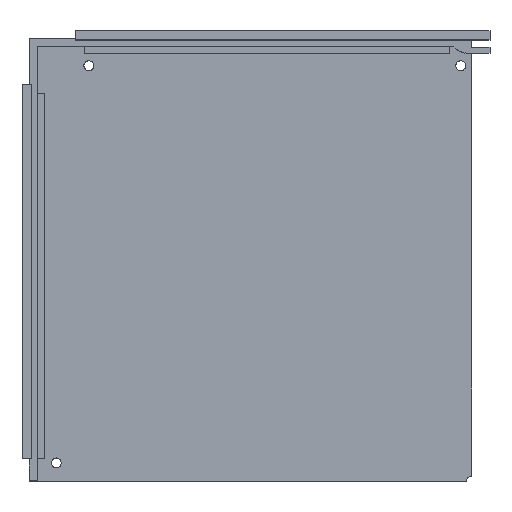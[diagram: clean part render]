
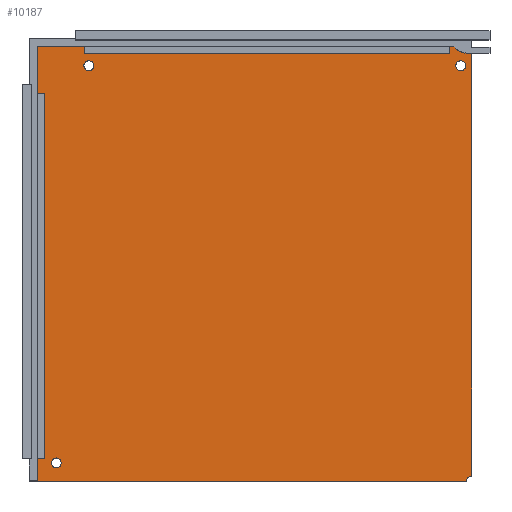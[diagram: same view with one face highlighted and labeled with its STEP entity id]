
A CAD part, top view. The second image highlights one B-rep face of the part: STEP entity #10187.
In plain terms, the highlighted planar face has unit normal (0, 0, 1).
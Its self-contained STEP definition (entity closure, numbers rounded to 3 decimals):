
#122=FACE_BOUND('',#1368,.T.);
#123=FACE_BOUND('',#1369,.T.);
#124=FACE_BOUND('',#1370,.T.);
#142=CIRCLE('',#10266,2.75);
#144=CIRCLE('',#10770,2.75);
#145=CIRCLE('',#10772,2.75);
#146=CIRCLE('',#10773,2.75);
#701=FACE_OUTER_BOUND('',#1367,.T.);
#1367=EDGE_LOOP('',(#8956,#8957,#8958,#8959,#8960));
#1368=EDGE_LOOP('',(#8961));
#1369=EDGE_LOOP('',(#8962));
#1370=EDGE_LOOP('',(#8963));
#1872=LINE('',#14318,#3214);
#1903=LINE('',#14393,#3245);
#1914=LINE('',#14414,#3256);
#2697=LINE('',#16081,#4039);
#3214=VECTOR('',#11359,10.);
#3245=VECTOR('',#11434,10.);
#3256=VECTOR('',#11455,10.);
#4039=VECTOR('',#13228,10.);
#4549=VERTEX_POINT('',#14315);
#4550=VERTEX_POINT('',#14317);
#4570=VERTEX_POINT('',#14379);
#4572=VERTEX_POINT('',#14392);
#4577=VERTEX_POINT('',#14413);
#4966=VERTEX_POINT('',#16077);
#4967=VERTEX_POINT('',#16082);
#4968=VERTEX_POINT('',#16084);
#5479=EDGE_CURVE('',#4549,#4550,#1872,.T.);
#5511=EDGE_CURVE('',#4570,#4570,#142,.T.);
#5517=EDGE_CURVE('',#4572,#4550,#1903,.T.);
#5528=EDGE_CURVE('',#4577,#4572,#1914,.T.);
#6311=EDGE_CURVE('',#4549,#4966,#144,.T.);
#6312=EDGE_CURVE('',#4966,#4577,#2697,.T.);
#6313=EDGE_CURVE('',#4967,#4967,#145,.T.);
#6314=EDGE_CURVE('',#4968,#4968,#146,.T.);
#8956=ORIENTED_EDGE('',*,*,#6311,.T.);
#8957=ORIENTED_EDGE('',*,*,#6312,.T.);
#8958=ORIENTED_EDGE('',*,*,#5528,.T.);
#8959=ORIENTED_EDGE('',*,*,#5517,.T.);
#8960=ORIENTED_EDGE('',*,*,#5479,.F.);
#8961=ORIENTED_EDGE('',*,*,#5511,.T.);
#8962=ORIENTED_EDGE('',*,*,#6313,.T.);
#8963=ORIENTED_EDGE('',*,*,#6314,.T.);
#9629=PLANE('',#10771);
#10187=ADVANCED_FACE('',(#701,#122,#123,#124),#9629,.T.);
#10266=AXIS2_PLACEMENT_3D('',#14381,#11418,#11419);
#10770=AXIS2_PLACEMENT_3D('',#16079,#13224,#13225);
#10771=AXIS2_PLACEMENT_3D('',#16080,#13226,#13227);
#10772=AXIS2_PLACEMENT_3D('',#16083,#13229,#13230);
#10773=AXIS2_PLACEMENT_3D('',#16085,#13231,#13232);
#11359=DIRECTION('',(-1.,0.,0.));
#11418=DIRECTION('center_axis',(0.,0.,-1.));
#11419=DIRECTION('ref_axis',(-1.,0.,0.));
#11434=DIRECTION('',(0.,-1.,0.));
#11455=DIRECTION('',(-1.,0.,0.));
#13224=DIRECTION('center_axis',(0.,0.,-1.));
#13225=DIRECTION('ref_axis',(-1.,0.,0.));
#13226=DIRECTION('center_axis',(0.,0.,1.));
#13227=DIRECTION('ref_axis',(1.,0.,0.));
#13228=DIRECTION('',(0.,1.,0.));
#13229=DIRECTION('center_axis',(0.,0.,-1.));
#13230=DIRECTION('ref_axis',(-1.,0.,0.));
#13231=DIRECTION('center_axis',(0.,0.,-1.));
#13232=DIRECTION('ref_axis',(-1.,0.,0.));
#14315=CARTESIAN_POINT('',(237.25,240.,4.));
#14317=CARTESIAN_POINT('',(-0.5,240.,4.));
#14318=CARTESIAN_POINT('',(0.,240.,4.));
#14379=CARTESIAN_POINT('',(30.75,470.,4.));
#14381=CARTESIAN_POINT('Origin',(28.,470.,4.));
#14392=CARTESIAN_POINT('',(-0.5,480.5,4.));
#14393=CARTESIAN_POINT('',(-0.5,119.75,4.));
#14413=CARTESIAN_POINT('',(240.,480.5,4.));
#14414=CARTESIAN_POINT('',(119.75,480.5,4.));
#16077=CARTESIAN_POINT('',(240.,242.75,4.));
#16079=CARTESIAN_POINT('Origin',(240.,240.,4.));
#16080=CARTESIAN_POINT('Origin',(240.,240.,4.));
#16081=CARTESIAN_POINT('',(240.,240.,4.));
#16082=CARTESIAN_POINT('',(12.75,250.,4.));
#16083=CARTESIAN_POINT('Origin',(10.,250.,4.));
#16084=CARTESIAN_POINT('',(236.75,470.,4.));
#16085=CARTESIAN_POINT('Origin',(234.,470.,4.));
